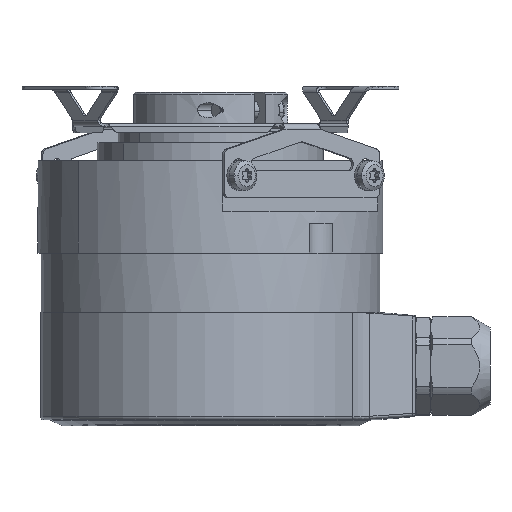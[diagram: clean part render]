
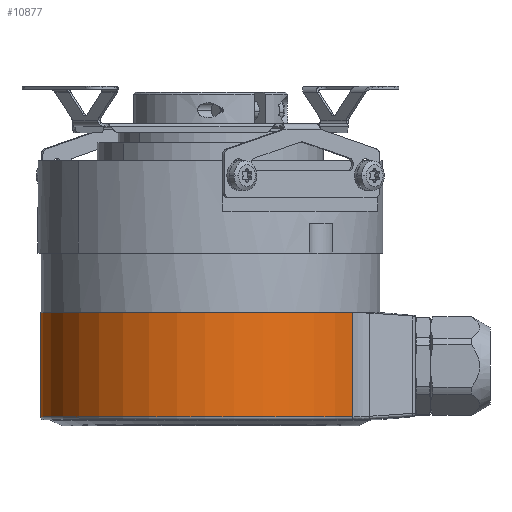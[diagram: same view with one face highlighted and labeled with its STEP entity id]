
A CAD part, left-side view. The second image highlights one B-rep face of the part: STEP entity #10877.
In plain terms, the highlighted cylindrical face has radius 28.5 mm (diameter 57 mm), a partial arc.
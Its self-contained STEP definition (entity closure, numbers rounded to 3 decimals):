
#257=CARTESIAN_POINT('',(15.428,-23.963,-17.542));
#259=CARTESIAN_POINT('',(15.428,-23.963,
-0.004));
#356=CARTESIAN_POINT('',(0.,0.,-17.542));
#357=DIRECTION('',(0.,0.,1.));
#358=DIRECTION('',(0.541,-0.841,0.));
#359=AXIS2_PLACEMENT_3D('',#356,#357,#358);
#361=DIRECTION('',(0.,0.,1.));
#362=VECTOR('',#361,17.537);
#363=CARTESIAN_POINT('',(15.428,-23.963,-17.542));
#364=LINE('',#363,#362);
#365=CARTESIAN_POINT('',(0.,0.,-0.004));
#366=DIRECTION('',(0.,0.,1.));
#367=DIRECTION('',(0.541,-0.841,0.));
#368=AXIS2_PLACEMENT_3D('',#365,#366,#367);
#370=CARTESIAN_POINT('',(0.,0.,-0.004));
#371=DIRECTION('',(0.,0.,1.));
#372=DIRECTION('',(0.,1.,0.));
#373=AXIS2_PLACEMENT_3D('',#370,#371,#372);
#375=DIRECTION('',(0.,0.,-1.));
#376=VECTOR('',#375,17.537);
#377=CARTESIAN_POINT('',(-15.428,-23.963,
-0.004));
#378=LINE('',#377,#376);
#1933=CARTESIAN_POINT('',(-15.428,-23.963,
-17.542));
#1946=CARTESIAN_POINT('',(-15.428,-23.963,
-0.004));
#10142=VERTEX_POINT('',#259);
#10144=VERTEX_POINT('',#1946);
#10148=CARTESIAN_POINT('',(0.,28.5,-0.004));
#10149=VERTEX_POINT('',#10148);
#10158=VERTEX_POINT('',#257);
#10171=VERTEX_POINT('',#1933);
#10863=CARTESIAN_POINT('',(0.,0.,10.));
#10864=DIRECTION('',(0.,0.,1.));
#10865=DIRECTION('',(-1.,0.,0.));
#10866=AXIS2_PLACEMENT_3D('',#10863,#10864,#10865);
#10867=CYLINDRICAL_SURFACE('',#10866,28.5);
#10868=ORIENTED_EDGE('',*,*,#10856,.F.);
#10869=ORIENTED_EDGE('',*,*,#10775,.T.);
#10870=ORIENTED_EDGE('',*,*,#10651,.T.);
#10872=ORIENTED_EDGE('',*,*,#10871,.T.);
#10874=ORIENTED_EDGE('',*,*,#10873,.T.);
#10875=EDGE_LOOP('',(#10868,#10869,#10870,#10872,#10874));
#10876=FACE_OUTER_BOUND('',#10875,.F.);
#360=CIRCLE('',#359,28.5);
#369=CIRCLE('',#368,28.5);
#374=CIRCLE('',#373,28.5);
#10651=EDGE_CURVE('',#10142,#10149,#369,.T.);
#10775=EDGE_CURVE('',#10158,#10142,#364,.T.);
#10856=EDGE_CURVE('',#10158,#10171,#360,.T.);
#10871=EDGE_CURVE('',#10149,#10144,#374,.T.);
#10873=EDGE_CURVE('',#10144,#10171,#378,.T.);
#10877=ADVANCED_FACE('',(#10876),#10867,.T.);
